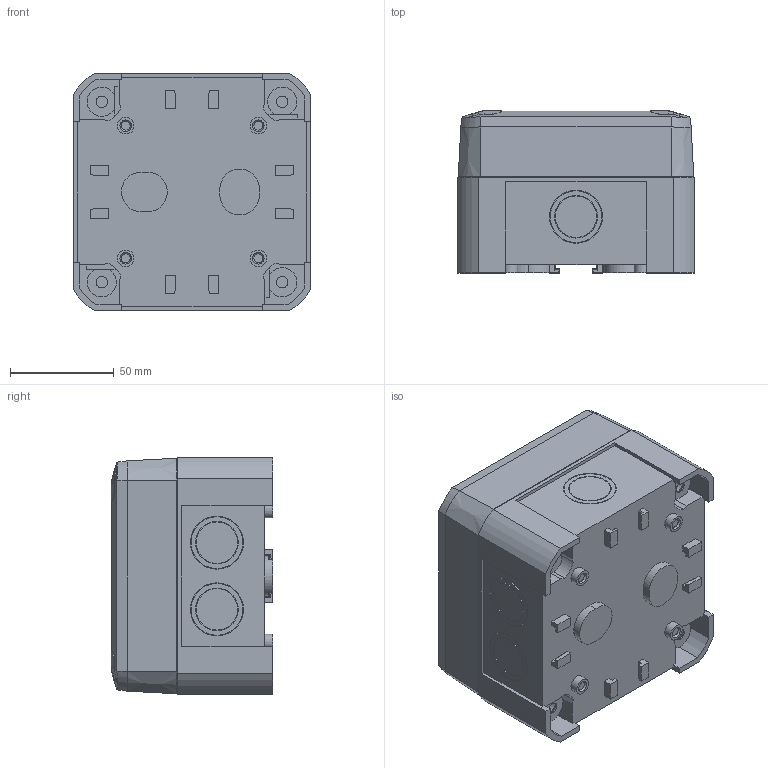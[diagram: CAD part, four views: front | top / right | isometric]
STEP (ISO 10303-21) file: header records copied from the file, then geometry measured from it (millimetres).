
FILE_DESCRIPTION (( 'STEP AP214' ), '1' );
FILE_NAME ('2005148.STEP', '2022-11-25T13:13:57', ( '' ), ( '' ), 'SwSTEP 2.0', 'SolidWorks 2020', '' );
FILE_SCHEMA (( 'AUTOMOTIVE_DESIGN' ));
Length unit declared in the file: millimetre
Products named in the file (8): 076800_X04BC-PC-GF-7AB™; 113227_Standard; 116133_55; 050459_Standard; 087700_Standard; 2005148; ED170-04-02_Standard; ED910-20_S-Serie
Assembly tree (14 placements, depth 3):
  2005148
    076800_X04BC-PC-GF-7AB™
    113227_Standard
      050459_Standard
    087700_Standard  x4
    ED170-04-02_Standard  x2
    ED910-20_S-Serie  x3
    116133_55  x2
Bounding box: 114.3 x 78.05 x 114.3 mm (x, y, z)
Volume: 302558.5 mm3; surface area: 167119.7 mm2
Topology: 13 solids, 13 shells, 735 faces, 1812 edges, 1170 vertices
Faces by surface type: plane 492, cylinder 156, cone 71, bspline 16
Full cylindrical faces by diameter (mm): 5.5 x4, 8 x7, 10.1 x4, 11.3 x4, 13 x3, 15.6 x4, 15.7 x4, 18 x3, 19.922 x3, 20 x7, 20.3 x3, 20.58 x7, 21.9 x3, 23.2 x1, 24.8 x3, 25 x7, 25.58 x7
Entity records: 18690 total; most frequent: CARTESIAN_POINT 3910, ORIENTED_EDGE 2860, DIRECTION 2852, EDGE_CURVE 1430, VECTOR 1018, LINE 1018, VERTEX_POINT 975, AXIS2_PLACEMENT_3D 917
